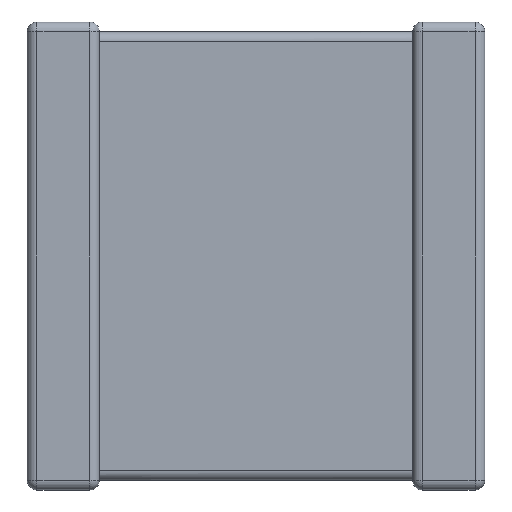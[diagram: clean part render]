
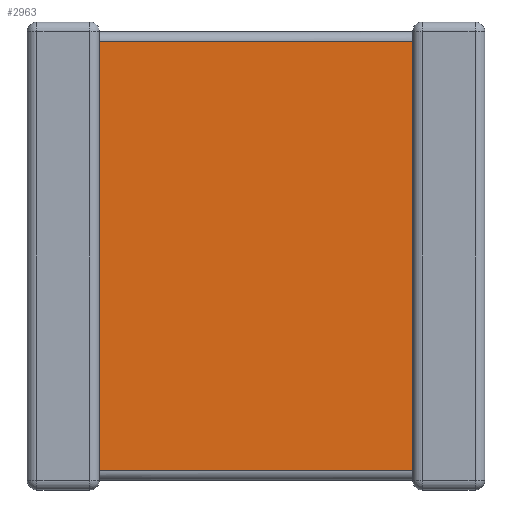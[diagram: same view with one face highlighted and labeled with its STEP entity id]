
A CAD part, front view. The second image highlights one B-rep face of the part: STEP entity #2963.
In plain terms, the highlighted planar face has unit normal (0, -1, 0).
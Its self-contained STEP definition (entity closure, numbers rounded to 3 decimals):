
#137 = VECTOR ( 'NONE', #856, 1000. ) ;
#193 = CARTESIAN_POINT ( 'NONE',  ( 5.6, 0.141, -0.283 ) ) ;
#644 = EDGE_CURVE ( 'NONE', #3680, #1356, #3066, .T. ) ;
#856 = DIRECTION ( 'NONE',  ( 0., 0., 1. ) ) ;
#901 = DIRECTION ( 'NONE',  ( -1., 0., 0. ) ) ;
#1057 = EDGE_CURVE ( 'NONE', #4340, #1356, #3658, .T. ) ;
#1135 = CARTESIAN_POINT ( 'NONE',  ( 5.6, 0.141, -6.517 ) ) ;
#1147 = DIRECTION ( 'NONE',  ( 0., -1., 0. ) ) ;
#1281 = CARTESIAN_POINT ( 'NONE',  ( 1.05, 0.141, -6.517 ) ) ;
#1356 = VERTEX_POINT ( 'NONE', #2146 ) ;
#1408 = PLANE ( 'NONE',  #1795 ) ;
#1747 = VECTOR ( 'NONE', #1903, 1000. ) ;
#1795 = AXIS2_PLACEMENT_3D ( 'NONE', #2525, #1147, #2280 ) ;
#1878 = CARTESIAN_POINT ( 'NONE',  ( 5.6, 0.141, -6.517 ) ) ;
#1897 = ORIENTED_EDGE ( 'NONE', *, *, #644, .T. ) ;
#1903 = DIRECTION ( 'NONE',  ( 0., 0., 1. ) ) ;
#1908 = LINE ( 'NONE', #4051, #137 ) ;
#2146 = CARTESIAN_POINT ( 'NONE',  ( 1.05, 0.141, -0.283 ) ) ;
#2280 = DIRECTION ( 'NONE',  ( 0., 0., -1. ) ) ;
#2525 = CARTESIAN_POINT ( 'NONE',  ( 1.05, 0.141, -6.8 ) ) ;
#2593 = ORIENTED_EDGE ( 'NONE', *, *, #3672, .T. ) ;
#2628 = VECTOR ( 'NONE', #3996, 1000. ) ;
#2664 = EDGE_LOOP ( 'NONE', ( #3354, #2823, #2593, #1897 ) ) ;
#2823 = ORIENTED_EDGE ( 'NONE', *, *, #3773, .T. ) ;
#2963 = ADVANCED_FACE ( 'NONE', ( #3550 ), #1408, .T. ) ;
#3066 = LINE ( 'NONE', #3336, #3230 ) ;
#3230 = VECTOR ( 'NONE', #901, 1000. ) ;
#3336 = CARTESIAN_POINT ( 'NONE',  ( 1.05, 0.141, -0.283 ) ) ;
#3354 = ORIENTED_EDGE ( 'NONE', *, *, #1057, .F. ) ;
#3443 = CARTESIAN_POINT ( 'NONE',  ( 1.05, 0.141, -6.8 ) ) ;
#3550 = FACE_OUTER_BOUND ( 'NONE', #2664, .T. ) ;
#3658 = LINE ( 'NONE', #3443, #1747 ) ;
#3672 = EDGE_CURVE ( 'NONE', #3895, #3680, #1908, .T. ) ;
#3680 = VERTEX_POINT ( 'NONE', #193 ) ;
#3773 = EDGE_CURVE ( 'NONE', #4340, #3895, #3973, .T. ) ;
#3895 = VERTEX_POINT ( 'NONE', #1878 ) ;
#3973 = LINE ( 'NONE', #1135, #2628 ) ;
#3996 = DIRECTION ( 'NONE',  ( 1., 0., 0. ) ) ;
#4051 = CARTESIAN_POINT ( 'NONE',  ( 5.6, 0.141, -6.8 ) ) ;
#4340 = VERTEX_POINT ( 'NONE', #1281 ) ;
